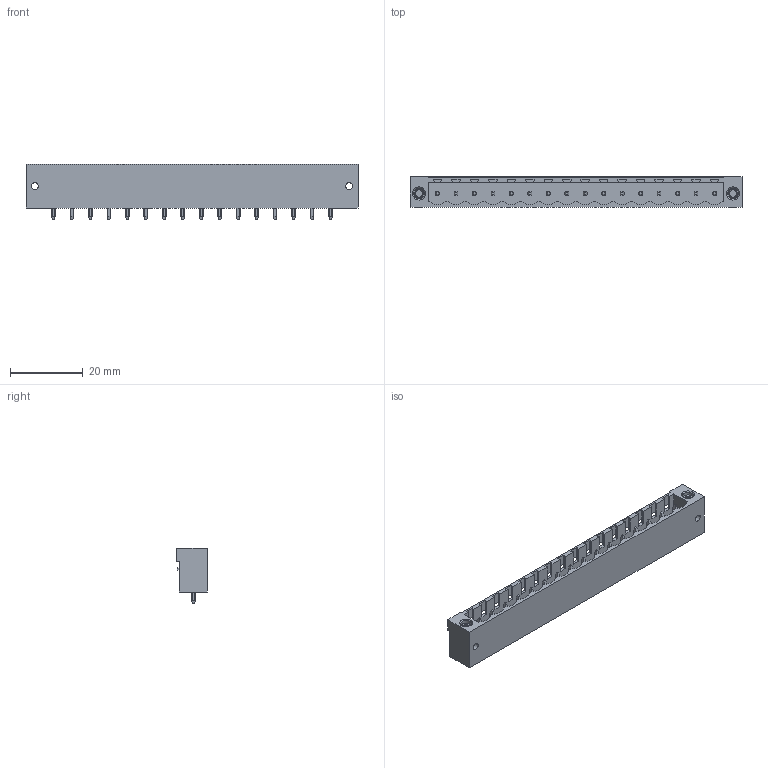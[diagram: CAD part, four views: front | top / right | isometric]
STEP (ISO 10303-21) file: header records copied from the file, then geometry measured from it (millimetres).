
FILE_DESCRIPTION(('CATIA V5 STEP Exchange','CAx-IF Rec.Pracs.--- Model Styling and Organization---1.2---2011-12-15'),'2;1');
FILE_NAME ('D1449187_0', '2018-10-27T03:50:10+00:00', ('none'), ('Weidmueller'), 'CATIA Version 5-6 Release 2014', 'CATIA V5 STEP AP214', 'none');
FILE_SCHEMA(('AUTOMOTIVE_DESIGN { 1 0 10303 214 1 1 1 1 }'));
Length unit declared in the file: millimetre
Products named in the file (1): 1148920000
Bounding box: 91.28 x 8.43 x 15.2 mm (x, y, z)
Volume: 4294.9 mm3; surface area: 7111.2 mm2
Topology: 19 solids, 19 shells, 689 faces, 2034 edges, 1355 vertices
Faces by surface type: plane 507, cylinder 166, cone 16
Entity records: 21298 total; most frequent: CARTESIAN_POINT 4678, ORIENTED_EDGE 4068, DIRECTION 2434, EDGE_CURVE 2034, VECTOR 1430, LINE 1430, VERTEX_POINT 1355, EDGE_LOOP 741
